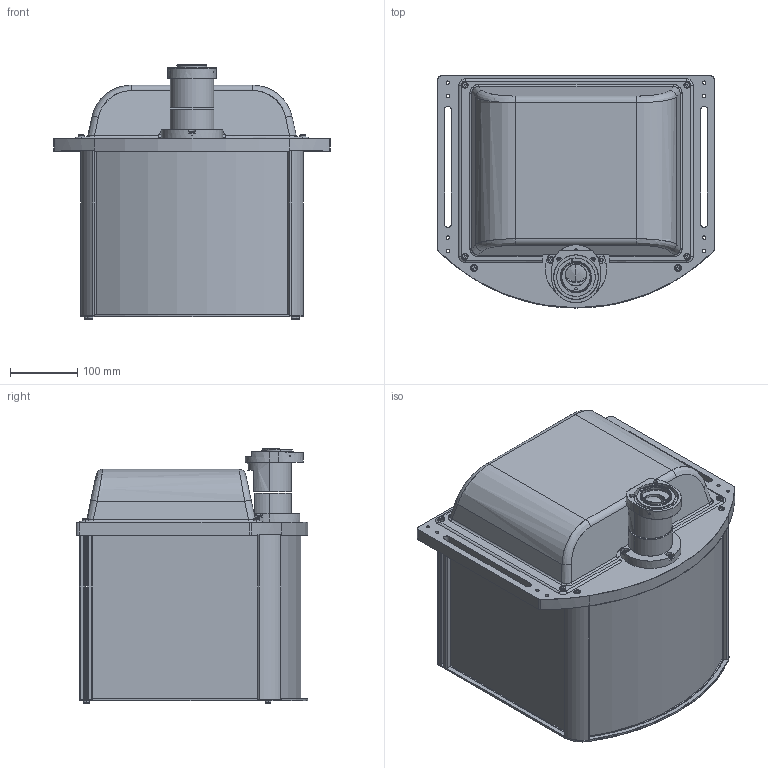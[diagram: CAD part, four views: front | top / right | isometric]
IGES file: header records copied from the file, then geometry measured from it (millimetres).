
Start section: SolidWorks IGES file using analytic representation for surfaces
Global section: file name: TCCP5MHR192.igs; native system: SolidWorks 2018; preprocessor: SolidWorks 2018; author: ccharly; date: 190129.101308; units: millimetre
Bounding box: 410.34 x 344.11 x 377.93 mm (x, y, z)
Surface area: 835881.1 mm2 (no closed solid volume)
Topology: 0 solids, 0 shells, 486 faces, 8764 edges, 8757 vertices
Faces by surface type: revolution 253, bspline 233
